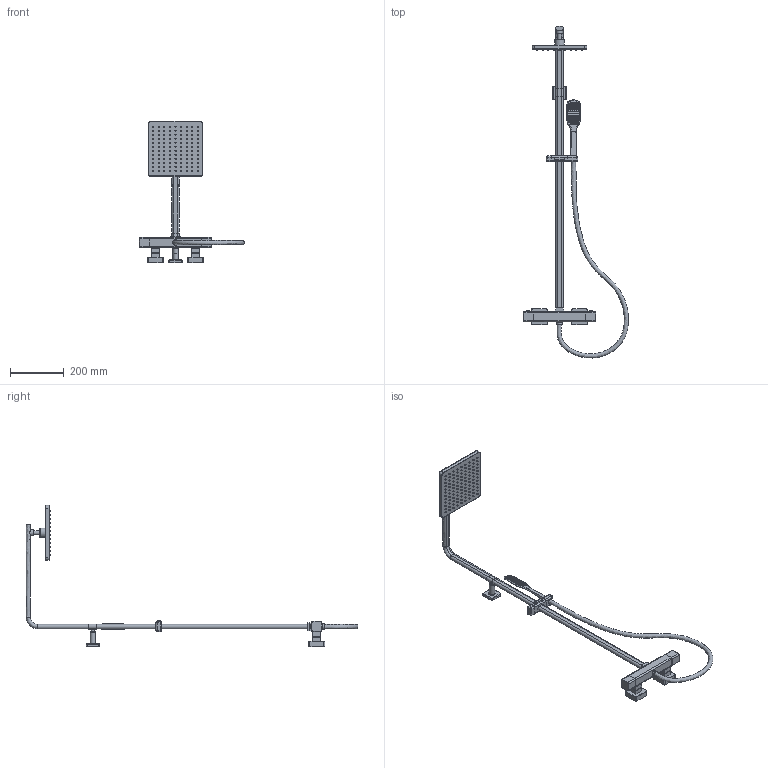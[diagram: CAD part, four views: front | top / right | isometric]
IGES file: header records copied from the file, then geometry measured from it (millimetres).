
Global section: file name: V56_1; native system: AutoCAD 2016 - English; preprocessor: Autodesk Translation Framework DWG producer (atf_dwg_producer); organization: unknown; date: 20170427.120526; units: millimetre
Bounding box: 392.14 x 1239.08 x 527.5 mm (x, y, z)
Volume: 2198844.5 mm3; surface area: 415472.6 mm2
Topology: 197 solids, 197 shells, 1063 faces, 2325 edges, 1660 vertices
Faces by surface type: bspline 1063
